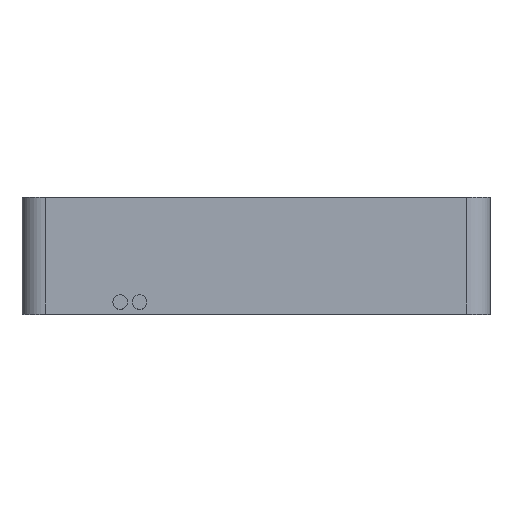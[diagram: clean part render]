
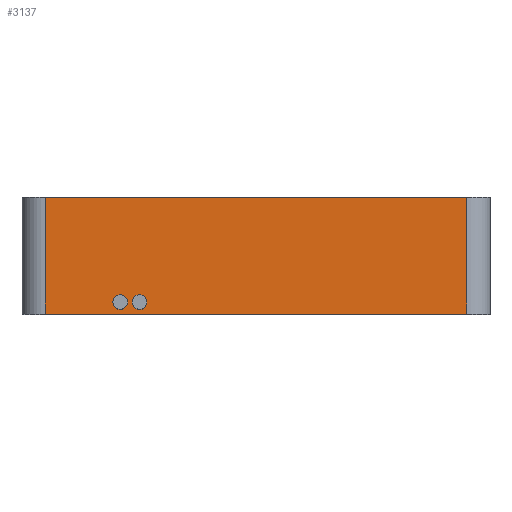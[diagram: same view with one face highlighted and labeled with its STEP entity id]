
A CAD part, top view. The second image highlights one B-rep face of the part: STEP entity #3137.
In plain terms, the highlighted planar face has unit normal (0, 0, 1).
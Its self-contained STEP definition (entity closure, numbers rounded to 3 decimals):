
#2873=CARTESIAN_POINT('POINT195',(-18.,-10.,20.));
#2874=VERTEX_POINT('VERTEX195',#2873);
#2882=CARTESIAN_POINT('POINT196',(-18.,0.,
   20.));
#2883=VERTEX_POINT('VERTEX196',#2882);
#2884=CARTESIAN_POINT('POS307',(-18.,0.,20.
   ));
#2885=DIRECTION('DIR446',(0.,-1.,0.));
#2886=VECTOR('VEC168',#2885,1.);
#2887=LINE('STRAIGHT168',#2884,#2886);
#2888=EDGE_CURVE('EDGE290',#2883,#2874,#2887,.T.);
#2926=CARTESIAN_POINT('POINT197',(18.,0.,
   20.));
#2927=VERTEX_POINT('VERTEX197',#2926);
#2928=CARTESIAN_POINT('POS310',(-18.,0.,20.
   ));
#2929=DIRECTION('DIR451',(1.,0.,0.));
#2930=VECTOR('VEC169',#2929,1.);
#2931=LINE('STRAIGHT169',#2928,#2930);
#2932=EDGE_CURVE('EDGE292',#2883,#2927,#2931,.T.);
#2955=CARTESIAN_POINT('POINT198',(18.,-10.,20.));
#2956=VERTEX_POINT('VERTEX198',#2955);
#2966=CARTESIAN_POINT('POS314',(18.,0.,20.)
   );
#2967=DIRECTION('DIR458',(0.,-1.,0.));
#2968=VECTOR('VEC170',#2967,1.);
#2969=LINE('STRAIGHT170',#2966,#2968);
#2970=EDGE_CURVE('EDGE295',#2927,#2956,#2969,.T.);
#2982=CARTESIAN_POINT('POS316',(-18.,-10.,20.));
#2983=DIRECTION('DIR461',(1.,0.,0.));
#2984=VECTOR('VEC171',#2983,1.);
#2985=LINE('STRAIGHT171',#2982,#2984);
#2986=EDGE_CURVE('EDGE296',#2874,#2956,#2985,.T.);
#3046=CARTESIAN_POINT('POINT199',(-9.325,-8.984,20.));
#3047=VERTEX_POINT('VERTEX199',#3046);
#3054=CARTESIAN_POINT('POINT200',(-10.575,-8.984,20.));
#3055=VERTEX_POINT('VERTEX200',#3054);
#3056=CARTESIAN_POINT('POS319',(-9.95,-8.984,20.));
#3057=DIRECTION('DIR465',(0.,0.,-1.));
#3058=DIRECTION('DIR466',(1.,0.,0.));
#3059=AXIS2_PLACEMENT_3D('AXIS147',#3056,#3057,#3058);
#3060=CIRCLE('ELLIPSE69',#3059,0.625);
#3061=EDGE_CURVE('EDGE298',#3055,#3047,#3060,.T.);
#3081=EDGE_CURVE('EDGE300',#3047,#3055,#3060,.T.);
#3107=CARTESIAN_POINT('POINT203',(-10.975,-8.984,20.));
#3108=VERTEX_POINT('VERTEX203',#3107);
#3109=CARTESIAN_POINT('POINT204',(-12.225,-8.984,20.));
#3110=VERTEX_POINT('VERTEX204',#3109);
#3111=CARTESIAN_POINT('POS324',(-11.6,-8.984,20.));
#3112=DIRECTION('DIR474',(0.,0.,-1.));
#3113=DIRECTION('DIR475',(1.,0.,0.));
#3114=AXIS2_PLACEMENT_3D('AXIS151',#3111,#3112,#3113);
#3115=CIRCLE('ELLIPSE71',#3114,0.625);
#3116=EDGE_CURVE('EDGE303',#3108,#3110,#3115,.T.);
#3117=ORIENTED_EDGE('COEDGE597',*,*,#3116,.T.);
#3118=EDGE_CURVE('EDGE304',#3110,#3108,#3115,.T.);
#3119=ORIENTED_EDGE('COEDGE598',*,*,#3118,.T.);
#3120=EDGE_LOOP('NONE',(#3117,#3119));
#3121=FACE_BOUND('LOOP1',#3120,.T.);
#3122=ORIENTED_EDGE('COEDGE599',*,*,#3081,.T.);
#3123=ORIENTED_EDGE('COEDGE600',*,*,#3061,.T.);
#3124=EDGE_LOOP('NONE',(#3122,#3123));
#3125=FACE_BOUND('LOOP1',#3124,.T.);
#3126=ORIENTED_EDGE('COEDGE601',*,*,#2986,.T.);
#3127=ORIENTED_EDGE('COEDGE602',*,*,#2970,.F.);
#3128=ORIENTED_EDGE('COEDGE603',*,*,#2932,.F.);
#3129=ORIENTED_EDGE('COEDGE604',*,*,#2888,.T.);
#3130=EDGE_LOOP('NONE',(#3126,#3127,#3128,#3129));
#3131=FACE_BOUND('LOOP1',#3130,.T.);
#3132=CARTESIAN_POINT('POS325',(0.,-8.984,20.));
#3133=DIRECTION('DIR476',(0.,0.,1.));
#3134=DIRECTION('DIR477',(1.,0.,0.));
#3135=AXIS2_PLACEMENT_3D('AXIS152',#3132,#3133,#3134);
#3136=PLANE('PLANE57',#3135);
#3137=ADVANCED_FACE('FACE109',(#3121,#3125,#3131),#3136,.T.);
